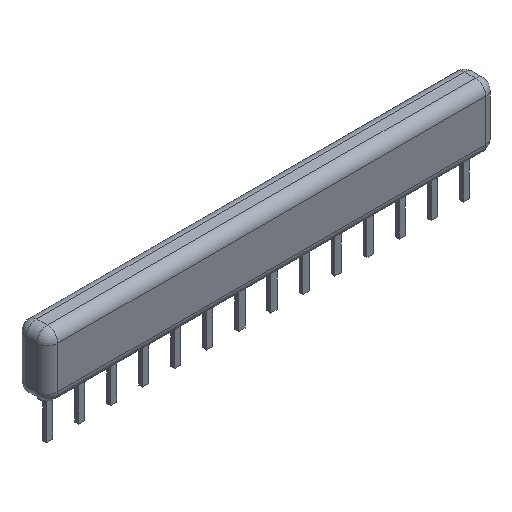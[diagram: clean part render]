
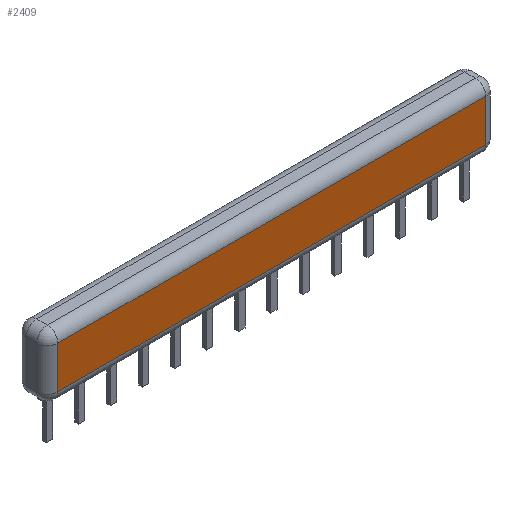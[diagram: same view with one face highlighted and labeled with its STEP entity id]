
A CAD part, isometric view. The second image highlights one B-rep face of the part: STEP entity #2409.
In plain terms, the highlighted planar face has unit normal (0, -1, 0).
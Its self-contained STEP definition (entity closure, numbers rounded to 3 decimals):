
#947 = VERTEX_POINT('',#948);
#948 = CARTESIAN_POINT('',(-0.437,-1.25,1.133));
#955 = EDGE_CURVE('',#947,#956,#958,.T.);
#956 = VERTEX_POINT('',#957);
#957 = CARTESIAN_POINT('',(33.457,-1.25,1.133));
#958 = LINE('',#959,#960);
#959 = CARTESIAN_POINT('',(-1.27,-1.25,1.133));
#960 = VECTOR('',#961,1.);
#961 = DIRECTION('',(1.,0.,0.));
#2409 = ADVANCED_FACE('',(#2410),#2435,.F.);
#2410 = FACE_BOUND('',#2411,.F.);
#2411 = EDGE_LOOP('',(#2412,#2413,#2421,#2429));
#2412 = ORIENTED_EDGE('',*,*,#955,.F.);
#2413 = ORIENTED_EDGE('',*,*,#2414,.F.);
#2414 = EDGE_CURVE('',#2415,#947,#2417,.T.);
#2415 = VERTEX_POINT('',#2416);
#2416 = CARTESIAN_POINT('',(-0.437,-1.25,4.467));
#2417 = LINE('',#2418,#2419);
#2418 = CARTESIAN_POINT('',(-0.437,-1.25,5.3));
#2419 = VECTOR('',#2420,1.);
#2420 = DIRECTION('',(0.,0.,-1.));
#2421 = ORIENTED_EDGE('',*,*,#2422,.T.);
#2422 = EDGE_CURVE('',#2415,#2423,#2425,.T.);
#2423 = VERTEX_POINT('',#2424);
#2424 = CARTESIAN_POINT('',(33.457,-1.25,4.467));
#2425 = LINE('',#2426,#2427);
#2426 = CARTESIAN_POINT('',(-1.27,-1.25,4.467));
#2427 = VECTOR('',#2428,1.);
#2428 = DIRECTION('',(1.,0.,0.));
#2429 = ORIENTED_EDGE('',*,*,#2430,.T.);
#2430 = EDGE_CURVE('',#2423,#956,#2431,.T.);
#2431 = LINE('',#2432,#2433);
#2432 = CARTESIAN_POINT('',(33.457,-1.25,5.3));
#2433 = VECTOR('',#2434,1.);
#2434 = DIRECTION('',(0.,0.,-1.));
#2435 = PLANE('',#2436);
#2436 = AXIS2_PLACEMENT_3D('',#2437,#2438,#2439);
#2437 = CARTESIAN_POINT('',(-1.27,-1.25,5.3));
#2438 = DIRECTION('',(0.,1.,0.));
#2439 = DIRECTION('',(0.,0.,-1.));
